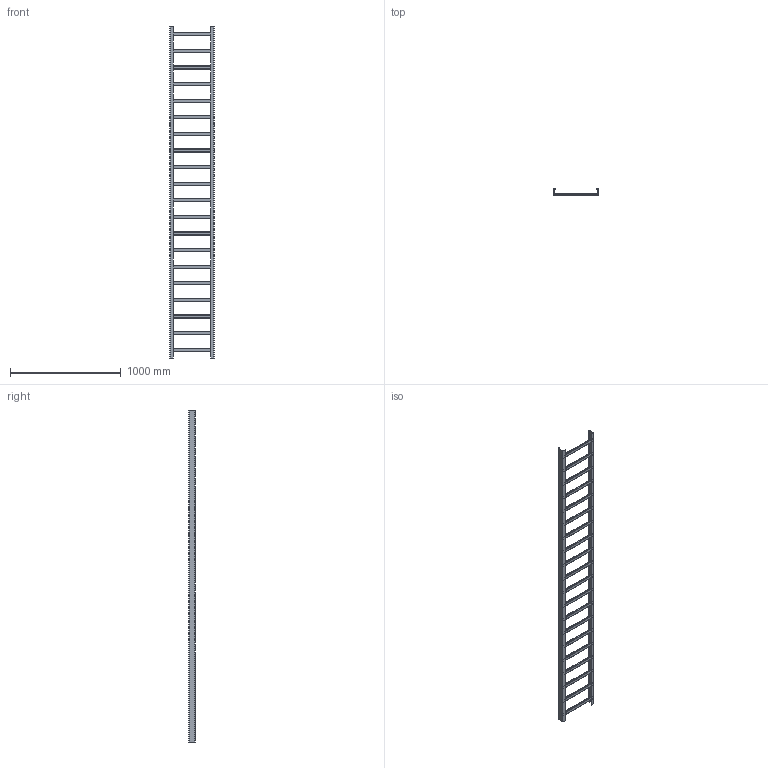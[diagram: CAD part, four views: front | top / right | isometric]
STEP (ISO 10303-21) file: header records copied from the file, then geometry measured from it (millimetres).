
FILE_DESCRIPTION((''),'2;1');
FILE_NAME('863043_PRT','2020-05-15T09:20:37',('tomasz.grudniewski'),(''),'CREO PARAMETRIC BY PTC INC, 2018400','CREO PARAMETRIC BY PTC INC, 2018400','');
FILE_SCHEMA(('CONFIG_CONTROL_DESIGN'));
Length unit declared in the file: millimetre
Products named in the file (1): 863043_PRT
Bounding box: 400 x 60 x 3000 mm (x, y, z)
Volume: 1691708.1 mm3; surface area: 2248836.6 mm2
Topology: 1 solids, 1 shells, 476 faces, 1456 edges, 944 vertices
Faces by surface type: plane 304, cylinder 172
Entity records: 16278 total; most frequent: ORIENTED_EDGE 2912, CARTESIAN_POINT 2876, DIRECTION 2752, EDGE_CURVE 1456, VECTOR 1112, LINE 1112, VERTEX_POINT 944, AXIS2_PLACEMENT_3D 820
